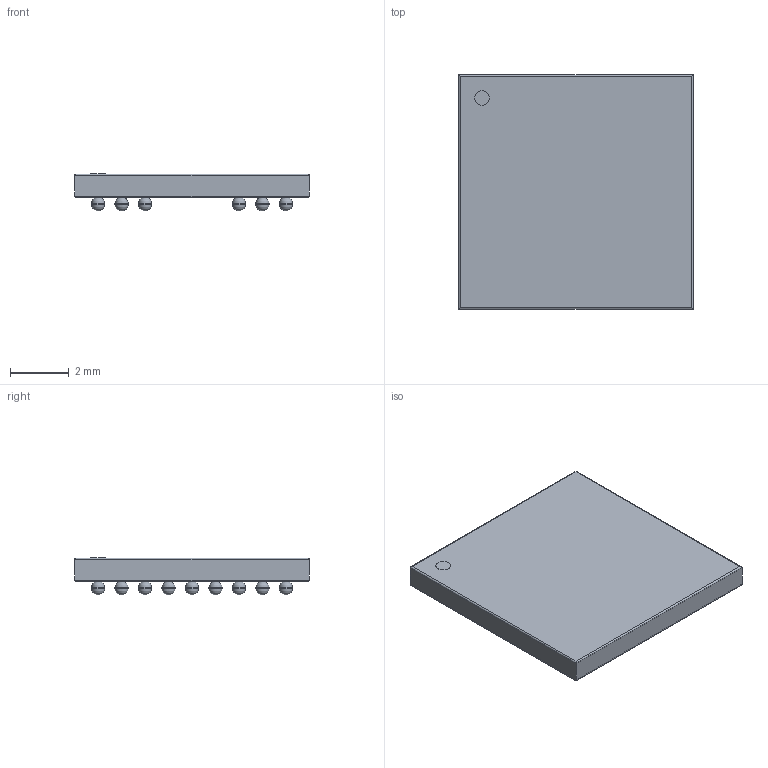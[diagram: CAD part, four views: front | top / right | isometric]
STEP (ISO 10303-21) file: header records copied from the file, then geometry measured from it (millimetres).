
FILE_DESCRIPTION(('FreeCAD Model'),'2;1');
FILE_NAME('TF-BGA54.step', '2018-01-18T15:07:16',('Marcin Gajewski'),('EcoSample'), 'Open CASCADE STEP processor 6.8','FreeCAD','Unknown');
FILE_SCHEMA(('AUTOMOTIVE_DESIGN_CC2 { 1 2 10303 214 -1 1 5 4 }'));
Length unit declared in the file: millimetre
Products named in the file (5): ASSEMBLY; Left_Right_Balls; Left_Array; Body_formed; A1_PIN
Assembly tree (4 placements, depth 2):
  ASSEMBLY
    Left_Right_Balls
    Left_Array
    Body_formed
    A1_PIN
Bounding box: 8 x 8 x 1.28 mm (x, y, z)
Volume: 54 mm3; surface area: 188.9 mm2
Topology: 55 solids, 56 shells, 285 faces, 407 edges, 233 vertices
Faces by surface type: plane 115, revolution 108, cylinder 62
Full cylindrical faces by diameter (mm): 0.45 x54
Entity records: 12830 total; most frequent: CARTESIAN_POINT 3065, DIRECTION 1846, ORIENTED_EDGE 813, PCURVE 813, DEFINITIONAL_REPRESENTATION 813, LINE 654, VECTOR 654, AXIS2_PLACEMENT_3D 515
